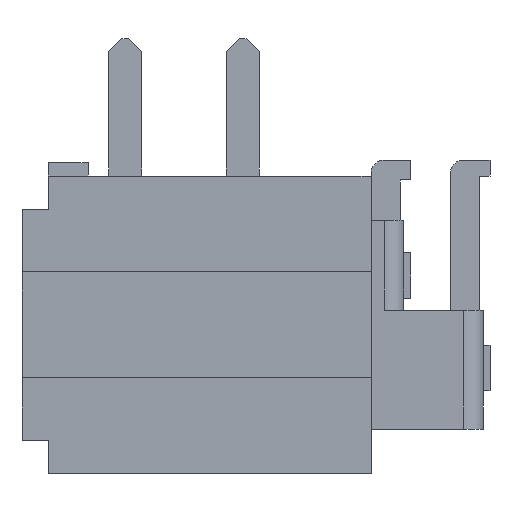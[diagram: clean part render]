
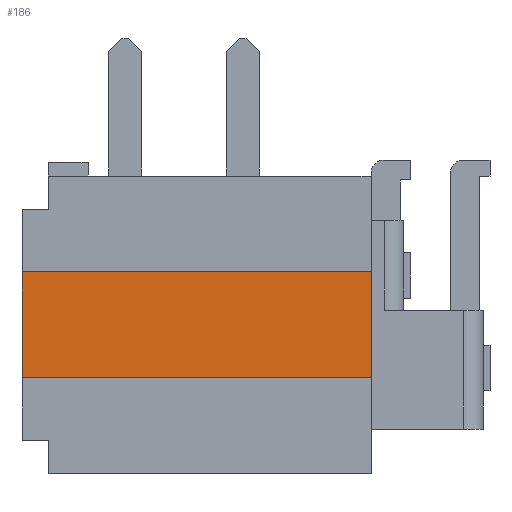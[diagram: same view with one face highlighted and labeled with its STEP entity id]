
A CAD part, left-side view. The second image highlights one B-rep face of the part: STEP entity #186.
In plain terms, the highlighted planar face has unit normal (-1, 0, 0).
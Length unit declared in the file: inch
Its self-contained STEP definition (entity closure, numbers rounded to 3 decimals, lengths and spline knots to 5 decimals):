
#186 = ADVANCED_FACE( '', ( #667 ), #668, .F. );
#667 = FACE_OUTER_BOUND( '', #1622, .T. );
#668 = PLANE( '', #1623 );
#1622 = EDGE_LOOP( '', ( #2725, #2726, #2727, #2728 ) );
#1623 = AXIS2_PLACEMENT_3D( '', #2729, #2730, #2731 );
#2725 = ORIENTED_EDGE( '', *, *, #6570, .T. );
#2726 = ORIENTED_EDGE( '', *, *, #6571, .F. );
#2727 = ORIENTED_EDGE( '', *, *, #6558, .F. );
#2728 = ORIENTED_EDGE( '', *, *, #6572, .T. );
#2729 = CARTESIAN_POINT( '', ( -0.3315, 0.264, -0.04 ) );
#2730 = DIRECTION( '', ( 1., 0., 0. ) );
#2731 = DIRECTION( '', ( 0., 0., -1. ) );
#6558 = EDGE_CURVE( '', #7912, #7914, #7915, .T. );
#6570 = EDGE_CURVE( '', #7936, #7937, #7938, .T. );
#6571 = EDGE_CURVE( '', #7914, #7937, #7939, .T. );
#6572 = EDGE_CURVE( '', #7912, #7936, #7940, .T. );
#7912 = VERTEX_POINT( '', #10137 );
#7914 = VERTEX_POINT( '', #10140 );
#7915 = LINE( '', #10141, #10142 );
#7936 = VERTEX_POINT( '', #10174 );
#7937 = VERTEX_POINT( '', #10175 );
#7938 = LINE( '', #10176, #10177 );
#7939 = LINE( '', #10178, #10179 );
#7940 = LINE( '', #10180, #10181 );
#10137 = CARTESIAN_POINT( '', ( -0.3315, 0.264, -0.04 ) );
#10140 = CARTESIAN_POINT( '', ( -0.3315, 0.264, 0.04 ) );
#10141 = CARTESIAN_POINT( '', ( -0.3315, 0.264, -0.04 ) );
#10142 = VECTOR( '', #13236, 39.37008 );
#10174 = CARTESIAN_POINT( '', ( -0.3315, 0., -0.04 ) );
#10175 = CARTESIAN_POINT( '', ( -0.3315, 0., 0.04 ) );
#10176 = CARTESIAN_POINT( '', ( -0.3315, 0., -0.04 ) );
#10177 = VECTOR( '', #13248, 39.37008 );
#10178 = CARTESIAN_POINT( '', ( -0.3315, 0.264, 0.04 ) );
#10179 = VECTOR( '', #13249, 39.37008 );
#10180 = CARTESIAN_POINT( '', ( -0.3315, 0.264, -0.04 ) );
#10181 = VECTOR( '', #13250, 39.37008 );
#13236 = DIRECTION( '', ( 0., 0., 1. ) );
#13248 = DIRECTION( '', ( 0., 0., 1. ) );
#13249 = DIRECTION( '', ( 0., -1., 0. ) );
#13250 = DIRECTION( '', ( 0., -1., 0. ) );
